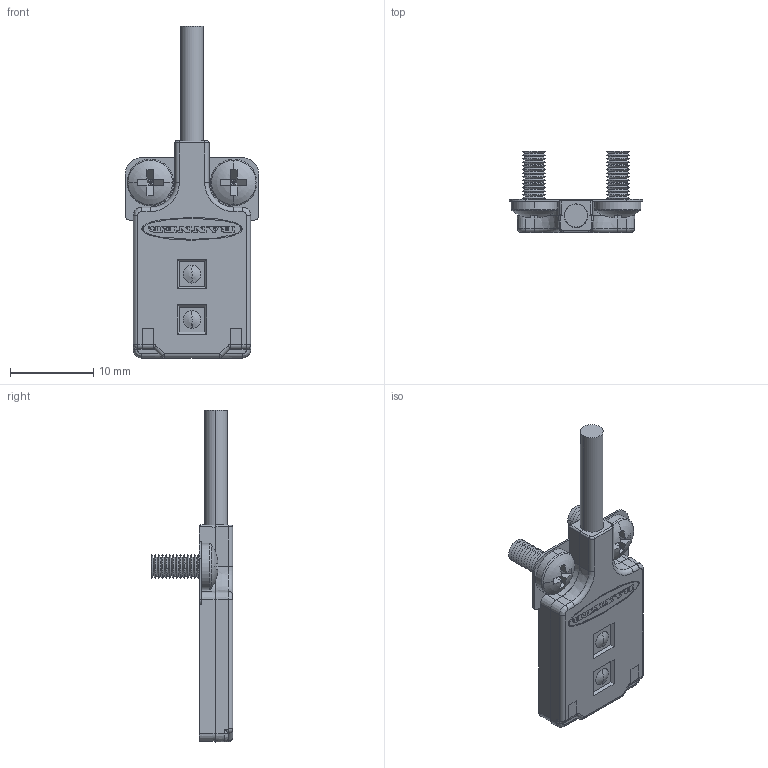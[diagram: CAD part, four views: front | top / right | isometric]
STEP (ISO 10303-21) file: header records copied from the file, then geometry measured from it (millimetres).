
FILE_DESCRIPTION((''),'2;1');
FILE_NAME('249330_SM01_ASM','2026-02-23T08:24:23',('banengservice'),('BANNER ENGINEERING'),'CREO PARAMETRIC BY PTC INC, 2022414','CREO PARAMETRIC BY PTC INC, 2022414','');
FILE_SCHEMA(('CONFIG_CONTROL_DESIGN'));
Products named in the file (3): 249330_EP01; Q2F_EP02; 249330_SM01_ASM
Assembly tree (3 placements, depth 2):
  249330_SM01_ASM
    249330_EP01
    Q2F_EP02  x2
Bounding box: 16 x 9.76 x 39.83 mm (x, y, z)
Volume: 1348.4 mm3; surface area: 1558 mm2
Topology: 3 solids, 4 shells, 602 faces, 1488 edges, 912 vertices
Faces by surface type: plane 314, cone 136, extrusion 81, cylinder 47, sphere 8, torus 6, bspline 6, revolution 4
Entity records: 16548 total; most frequent: CARTESIAN_POINT 4395, ORIENTED_EDGE 2612, DIRECTION 2227, EDGE_CURVE 1306, VECTOR 993, LINE 912, VERTEX_POINT 821, AXIS2_PLACEMENT_3D 615
